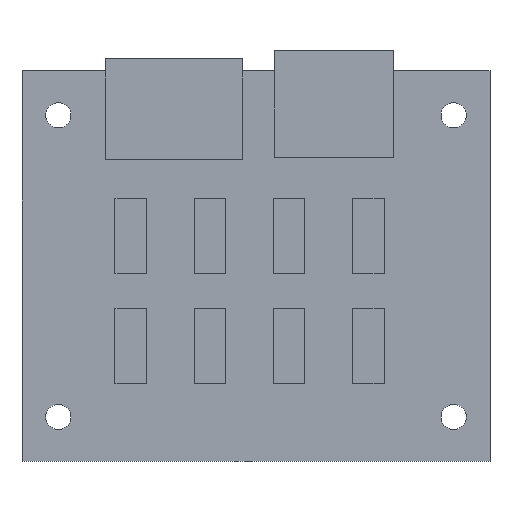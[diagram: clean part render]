
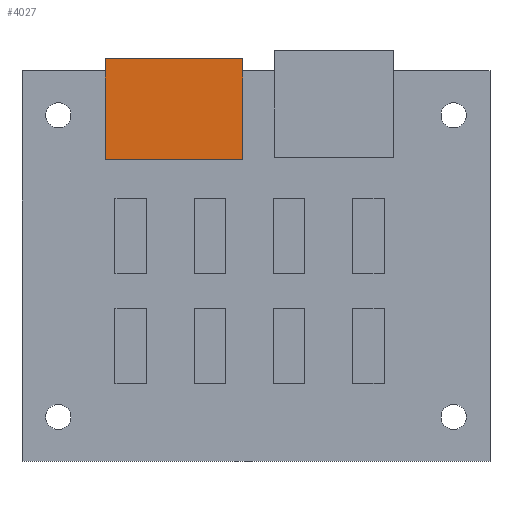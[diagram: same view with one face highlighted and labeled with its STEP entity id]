
A CAD part, top view. The second image highlights one B-rep face of the part: STEP entity #4027.
In plain terms, the highlighted planar face has unit normal (0, 0, 1).
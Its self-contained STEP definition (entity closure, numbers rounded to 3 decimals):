
#665 = PLANE('',#666);
#666 = AXIS2_PLACEMENT_3D('',#667,#668,#669);
#667 = CARTESIAN_POINT('',(-1.674,26.133,1.4));
#668 = DIRECTION('',(1.,0.,0.));
#669 = DIRECTION('',(0.,-1.,0.));
#693 = PLANE('',#694);
#694 = AXIS2_PLACEMENT_3D('',#695,#696,#697);
#695 = CARTESIAN_POINT('',(-1.674,13.406,1.4));
#696 = DIRECTION('',(0.,-1.,0.));
#697 = DIRECTION('',(-1.,0.,0.));
#719 = PLANE('',#720);
#720 = AXIS2_PLACEMENT_3D('',#721,#722,#723);
#721 = CARTESIAN_POINT('',(-18.992,13.406,1.4));
#722 = DIRECTION('',(-1.,0.,0.));
#723 = DIRECTION('',(0.,1.,0.));
#1775 = PLANE('',#1776);
#1776 = AXIS2_PLACEMENT_3D('',#1777,#1778,#1779);
#1777 = CARTESIAN_POINT('',(-18.992,26.133,1.4));
#1778 = DIRECTION('',(0.,1.,0.));
#1779 = DIRECTION('',(1.,0.,0.));
#2018 = VERTEX_POINT('',#2019);
#2019 = CARTESIAN_POINT('',(-18.992,13.406,11.4));
#2040 = EDGE_CURVE('',#2018,#2041,#2043,.T.);
#2041 = VERTEX_POINT('',#2042);
#2042 = CARTESIAN_POINT('',(-18.992,26.133,11.4));
#2043 = SURFACE_CURVE('',#2044,(#2048,#2055),.PCURVE_S1.);
#2044 = LINE('',#2045,#2046);
#2045 = CARTESIAN_POINT('',(-18.992,13.406,11.4));
#2046 = VECTOR('',#2047,1.);
#2047 = DIRECTION('',(0.,1.,0.));
#2048 = PCURVE('',#719,#2049);
#2049 = DEFINITIONAL_REPRESENTATION('',(#2050),#2054);
#2050 = LINE('',#2051,#2052);
#2051 = CARTESIAN_POINT('',(0.,-10.));
#2052 = VECTOR('',#2053,1.);
#2053 = DIRECTION('',(1.,0.));
#2054 = ( GEOMETRIC_REPRESENTATION_CONTEXT(2) 
PARAMETRIC_REPRESENTATION_CONTEXT() REPRESENTATION_CONTEXT('2D SPACE',''
  ) );
#2055 = PCURVE('',#2056,#2061);
#2056 = PLANE('',#2057);
#2057 = AXIS2_PLACEMENT_3D('',#2058,#2059,#2060);
#2058 = CARTESIAN_POINT('',(-18.992,26.133,11.4));
#2059 = DIRECTION('',(0.,0.,1.));
#2060 = DIRECTION('',(1.,0.,0.));
#2061 = DEFINITIONAL_REPRESENTATION('',(#2062),#2066);
#2062 = LINE('',#2063,#2064);
#2063 = CARTESIAN_POINT('',(0.,-12.728));
#2064 = VECTOR('',#2065,1.);
#2065 = DIRECTION('',(0.,1.));
#2066 = ( GEOMETRIC_REPRESENTATION_CONTEXT(2) 
PARAMETRIC_REPRESENTATION_CONTEXT() REPRESENTATION_CONTEXT('2D SPACE',''
  ) );
#2095 = VERTEX_POINT('',#2096);
#2096 = CARTESIAN_POINT('',(-1.674,13.406,11.4));
#2117 = EDGE_CURVE('',#2095,#2018,#2118,.T.);
#2118 = SURFACE_CURVE('',#2119,(#2123,#2130),.PCURVE_S1.);
#2119 = LINE('',#2120,#2121);
#2120 = CARTESIAN_POINT('',(-1.674,13.406,11.4));
#2121 = VECTOR('',#2122,1.);
#2122 = DIRECTION('',(-1.,0.,0.));
#2123 = PCURVE('',#693,#2124);
#2124 = DEFINITIONAL_REPRESENTATION('',(#2125),#2129);
#2125 = LINE('',#2126,#2127);
#2126 = CARTESIAN_POINT('',(0.,-10.));
#2127 = VECTOR('',#2128,1.);
#2128 = DIRECTION('',(1.,0.));
#2129 = ( GEOMETRIC_REPRESENTATION_CONTEXT(2) 
PARAMETRIC_REPRESENTATION_CONTEXT() REPRESENTATION_CONTEXT('2D SPACE',''
  ) );
#2130 = PCURVE('',#2056,#2131);
#2131 = DEFINITIONAL_REPRESENTATION('',(#2132),#2136);
#2132 = LINE('',#2133,#2134);
#2133 = CARTESIAN_POINT('',(17.318,-12.728));
#2134 = VECTOR('',#2135,1.);
#2135 = DIRECTION('',(-1.,0.));
#2136 = ( GEOMETRIC_REPRESENTATION_CONTEXT(2) 
PARAMETRIC_REPRESENTATION_CONTEXT() REPRESENTATION_CONTEXT('2D SPACE',''
  ) );
#2144 = VERTEX_POINT('',#2145);
#2145 = CARTESIAN_POINT('',(-1.674,26.133,11.4));
#2166 = EDGE_CURVE('',#2144,#2095,#2167,.T.);
#2167 = SURFACE_CURVE('',#2168,(#2172,#2179),.PCURVE_S1.);
#2168 = LINE('',#2169,#2170);
#2169 = CARTESIAN_POINT('',(-1.674,26.133,11.4));
#2170 = VECTOR('',#2171,1.);
#2171 = DIRECTION('',(0.,-1.,0.));
#2172 = PCURVE('',#665,#2173);
#2173 = DEFINITIONAL_REPRESENTATION('',(#2174),#2178);
#2174 = LINE('',#2175,#2176);
#2175 = CARTESIAN_POINT('',(0.,-10.));
#2176 = VECTOR('',#2177,1.);
#2177 = DIRECTION('',(1.,0.));
#2178 = ( GEOMETRIC_REPRESENTATION_CONTEXT(2) 
PARAMETRIC_REPRESENTATION_CONTEXT() REPRESENTATION_CONTEXT('2D SPACE',''
  ) );
#2179 = PCURVE('',#2056,#2180);
#2180 = DEFINITIONAL_REPRESENTATION('',(#2181),#2185);
#2181 = LINE('',#2182,#2183);
#2182 = CARTESIAN_POINT('',(17.318,0.));
#2183 = VECTOR('',#2184,1.);
#2184 = DIRECTION('',(0.,-1.));
#2185 = ( GEOMETRIC_REPRESENTATION_CONTEXT(2) 
PARAMETRIC_REPRESENTATION_CONTEXT() REPRESENTATION_CONTEXT('2D SPACE',''
  ) );
#3978 = EDGE_CURVE('',#2041,#2144,#3979,.T.);
#3979 = SURFACE_CURVE('',#3980,(#3984,#3991),.PCURVE_S1.);
#3980 = LINE('',#3981,#3982);
#3981 = CARTESIAN_POINT('',(-18.992,26.133,11.4));
#3982 = VECTOR('',#3983,1.);
#3983 = DIRECTION('',(1.,0.,0.));
#3984 = PCURVE('',#1775,#3985);
#3985 = DEFINITIONAL_REPRESENTATION('',(#3986),#3990);
#3986 = LINE('',#3987,#3988);
#3987 = CARTESIAN_POINT('',(0.,-10.));
#3988 = VECTOR('',#3989,1.);
#3989 = DIRECTION('',(1.,0.));
#3990 = ( GEOMETRIC_REPRESENTATION_CONTEXT(2) 
PARAMETRIC_REPRESENTATION_CONTEXT() REPRESENTATION_CONTEXT('2D SPACE',''
  ) );
#3991 = PCURVE('',#2056,#3992);
#3992 = DEFINITIONAL_REPRESENTATION('',(#3993),#3997);
#3993 = LINE('',#3994,#3995);
#3994 = CARTESIAN_POINT('',(0.,0.));
#3995 = VECTOR('',#3996,1.);
#3996 = DIRECTION('',(1.,0.));
#3997 = ( GEOMETRIC_REPRESENTATION_CONTEXT(2) 
PARAMETRIC_REPRESENTATION_CONTEXT() REPRESENTATION_CONTEXT('2D SPACE',''
  ) );
#4027 = ADVANCED_FACE('',(#4028),#2056,.T.);
#4028 = FACE_BOUND('',#4029,.F.);
#4029 = EDGE_LOOP('',(#4030,#4031,#4032,#4033));
#4030 = ORIENTED_EDGE('',*,*,#3978,.T.);
#4031 = ORIENTED_EDGE('',*,*,#2166,.T.);
#4032 = ORIENTED_EDGE('',*,*,#2117,.T.);
#4033 = ORIENTED_EDGE('',*,*,#2040,.T.);
